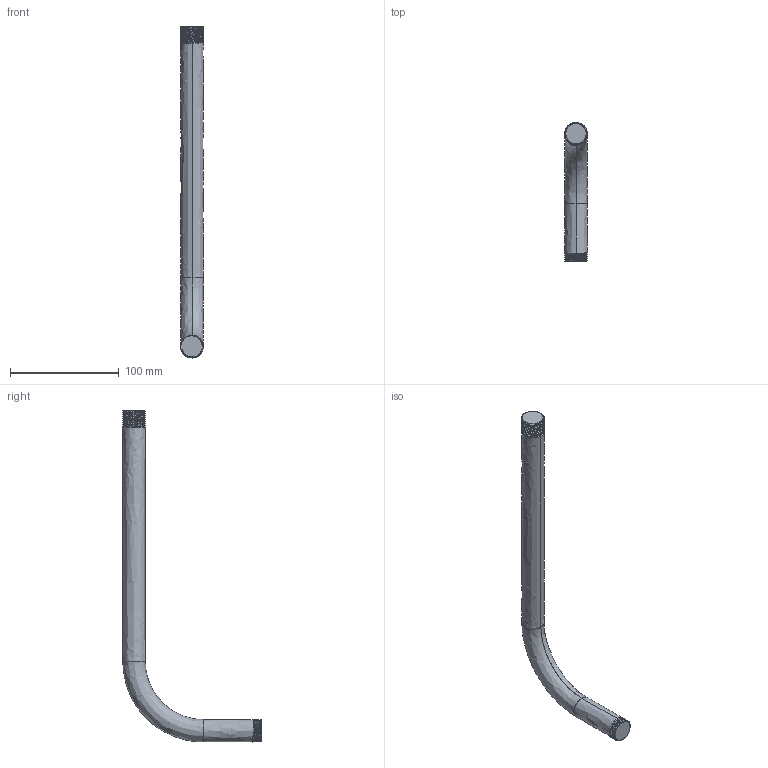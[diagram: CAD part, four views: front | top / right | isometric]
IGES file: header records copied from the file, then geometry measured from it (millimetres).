
Start section:  PTC IGES file: 202.igs
Global section: file name: 202.igs; native system: Pro/ENGINEER by Parametric Technology Corporation; preprocessor: 2009300; author: ramkumar; organization: Unknown; date: 20101102.180510; units: inch
Bounding box: 20.64 x 127.01 x 304.81 mm (x, y, z)
Surface area: 26291 mm2 (no closed solid volume)
Topology: 0 solids, 0 shells, 51 faces, 266 edges, 266 vertices
Faces by surface type: bspline 51
